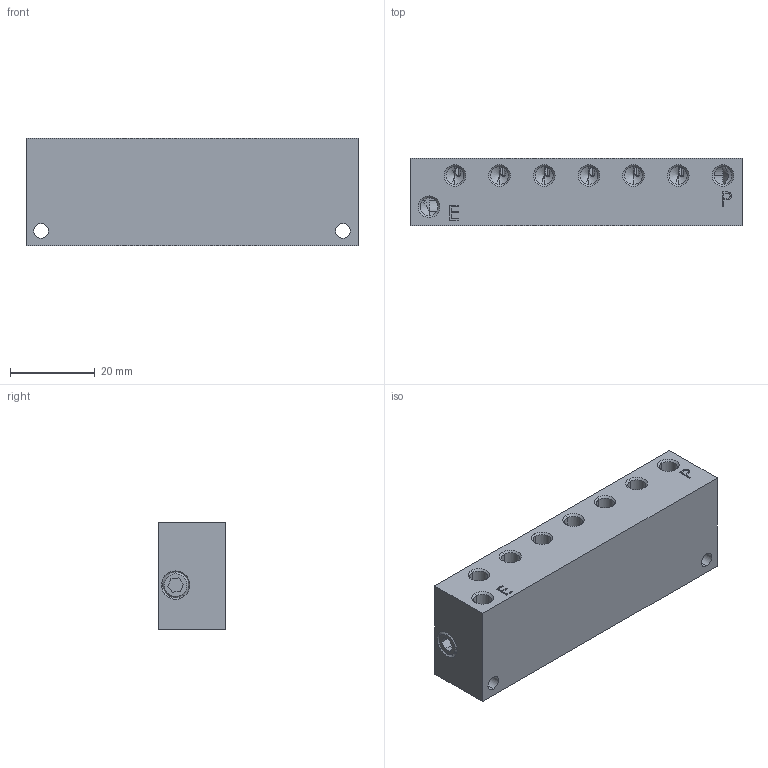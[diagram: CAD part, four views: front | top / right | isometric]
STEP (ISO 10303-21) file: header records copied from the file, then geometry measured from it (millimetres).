
FILE_DESCRIPTION (( 'STEP AP214' ), '1' );
FILE_NAME ('GM-316.step', '2018-10-25T18:22:22', ( '' ), ( '' ), 'SwSTEP 2.0', 'SolidWorks 2018', '' );
FILE_SCHEMA (( 'AUTOMOTIVE_DESIGN' ));
Length unit declared in the file: inch
Products named in the file (1): GM-316
Bounding box: 78.16 x 15.88 x 25.4 mm (x, y, z)
Volume: 26851.9 mm3; surface area: 11924 mm2
Topology: 3 solids, 3 shells, 283 faces, 701 edges, 417 vertices
Faces by surface type: cylinder 116, cone 100, plane 61, bspline 6
Entity records: 9349 total; most frequent: CARTESIAN_POINT 2445, DIRECTION 1407, ORIENTED_EDGE 1326, EDGE_CURVE 663, AXIS2_PLACEMENT_3D 543, VERTEX_POINT 417, EDGE_LOOP 358, VECTOR 321
